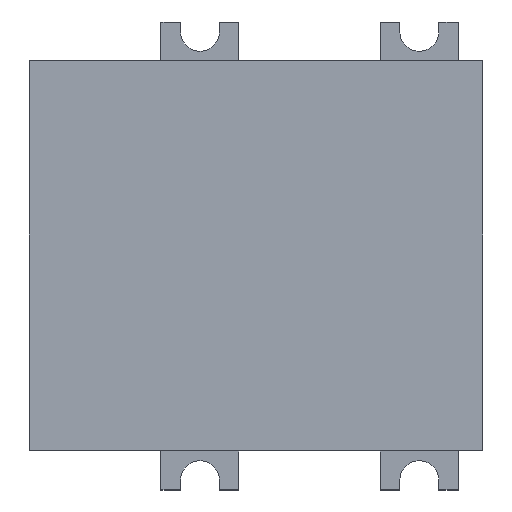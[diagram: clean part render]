
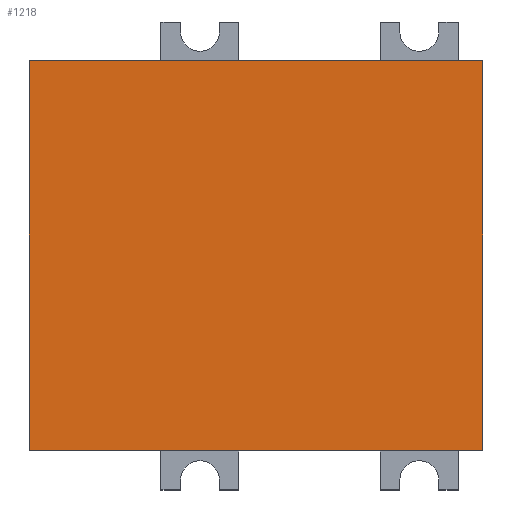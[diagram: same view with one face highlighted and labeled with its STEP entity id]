
A CAD part, top view. The second image highlights one B-rep face of the part: STEP entity #1218.
In plain terms, the highlighted planar face has unit normal (0, 0, 1).
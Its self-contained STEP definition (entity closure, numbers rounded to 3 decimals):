
#963 = VERTEX_POINT('',#964);
#964 = CARTESIAN_POINT('',(9.3,-4.,5.4));
#970 = EDGE_CURVE('',#963,#971,#973,.T.);
#971 = VERTEX_POINT('',#972);
#972 = CARTESIAN_POINT('',(0.,-4.,5.4));
#973 = LINE('',#974,#975);
#974 = CARTESIAN_POINT('',(9.3,-4.,5.4));
#975 = VECTOR('',#976,1.);
#976 = DIRECTION('',(-1.,0.,0.));
#1186 = VERTEX_POINT('',#1187);
#1187 = CARTESIAN_POINT('',(0.,4.,5.4));
#1193 = EDGE_CURVE('',#1194,#1186,#1196,.T.);
#1194 = VERTEX_POINT('',#1195);
#1195 = CARTESIAN_POINT('',(9.3,4.,5.4));
#1196 = LINE('',#1197,#1198);
#1197 = CARTESIAN_POINT('',(9.3,4.,5.4));
#1198 = VECTOR('',#1199,1.);
#1199 = DIRECTION('',(-1.,0.,0.));
#1218 = ADVANCED_FACE('',(#1219),#1235,.T.);
#1219 = FACE_BOUND('',#1220,.T.);
#1220 = EDGE_LOOP('',(#1221,#1227,#1228,#1234));
#1221 = ORIENTED_EDGE('',*,*,#1222,.F.);
#1222 = EDGE_CURVE('',#971,#1186,#1223,.T.);
#1223 = LINE('',#1224,#1225);
#1224 = CARTESIAN_POINT('',(0.,-4.,5.4));
#1225 = VECTOR('',#1226,1.);
#1226 = DIRECTION('',(0.,1.,0.));
#1227 = ORIENTED_EDGE('',*,*,#970,.F.);
#1228 = ORIENTED_EDGE('',*,*,#1229,.T.);
#1229 = EDGE_CURVE('',#963,#1194,#1230,.T.);
#1230 = LINE('',#1231,#1232);
#1231 = CARTESIAN_POINT('',(9.3,-4.,5.4));
#1232 = VECTOR('',#1233,1.);
#1233 = DIRECTION('',(0.,1.,0.));
#1234 = ORIENTED_EDGE('',*,*,#1193,.T.);
#1235 = PLANE('',#1236);
#1236 = AXIS2_PLACEMENT_3D('',#1237,#1238,#1239);
#1237 = CARTESIAN_POINT('',(9.3,-4.,5.4));
#1238 = DIRECTION('',(0.,0.,1.));
#1239 = DIRECTION('',(-1.,0.,0.));
